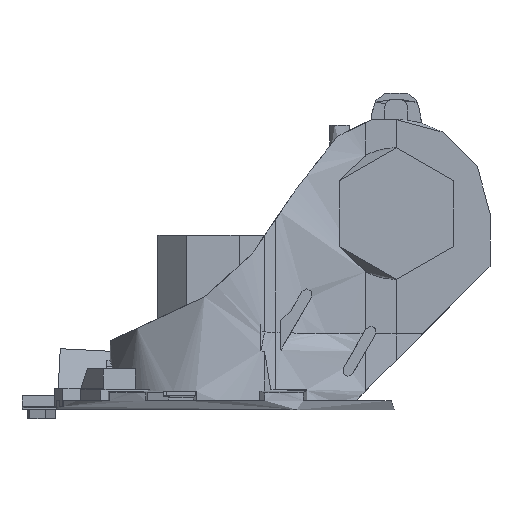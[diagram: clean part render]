
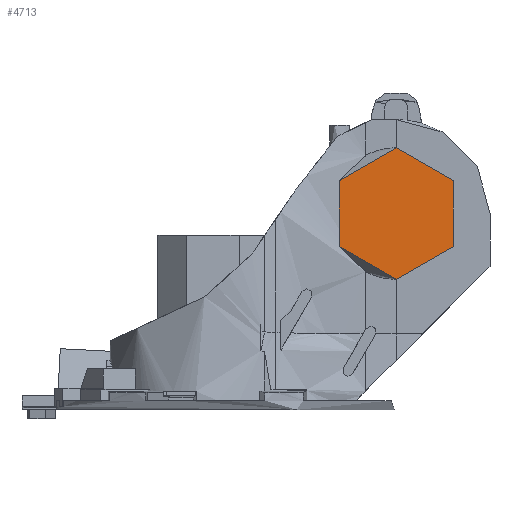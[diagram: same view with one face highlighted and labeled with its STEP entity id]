
A CAD part, front view. The second image highlights one B-rep face of the part: STEP entity #4713.
In plain terms, the highlighted planar face has unit normal (0, -1, 0).
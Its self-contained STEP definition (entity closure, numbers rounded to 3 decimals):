
#172=CIRCLE('',#5059,93.25);
#173=CIRCLE('',#5060,93.25);
#337=FACE_OUTER_BOUND('',#572,.T.);
#572=EDGE_LOOP('',(#3651,#3652));
#2027=VERTEX_POINT('',#7513);
#2028=VERTEX_POINT('',#7514);
#2592=EDGE_CURVE('',#2027,#2028,#172,.T.);
#2593=EDGE_CURVE('',#2028,#2027,#173,.T.);
#3651=ORIENTED_EDGE('',*,*,#2592,.T.);
#3652=ORIENTED_EDGE('',*,*,#2593,.T.);
#4260=PLANE('',#5084);
#4713=ADVANCED_FACE('',(#337),#4260,.T.);
#5059=AXIS2_PLACEMENT_3D('',#7515,#5956,#5957);
#5060=AXIS2_PLACEMENT_3D('',#7516,#5958,#5959);
#5084=AXIS2_PLACEMENT_3D('',#7640,#6030,#6031);
#5956=DIRECTION('center_axis',(0.,-1.,0.));
#5957=DIRECTION('ref_axis',(0.,0.,
-1.));
#5958=DIRECTION('center_axis',(0.,-1.,0.));
#5959=DIRECTION('ref_axis',(0.,0.,
-1.));
#6030=DIRECTION('center_axis',(0.,-1.,0.));
#6031=DIRECTION('ref_axis',(0.,0.,
-1.));
#7513=CARTESIAN_POINT('',(260.,-83.,581.75));
#7514=CARTESIAN_POINT('',(260.,-83.,768.25));
#7515=CARTESIAN_POINT('Origin',(260.,-83.,675.));
#7516=CARTESIAN_POINT('Origin',(260.,-83.,675.));
#7640=CARTESIAN_POINT('Origin',(260.,-83.,675.));
